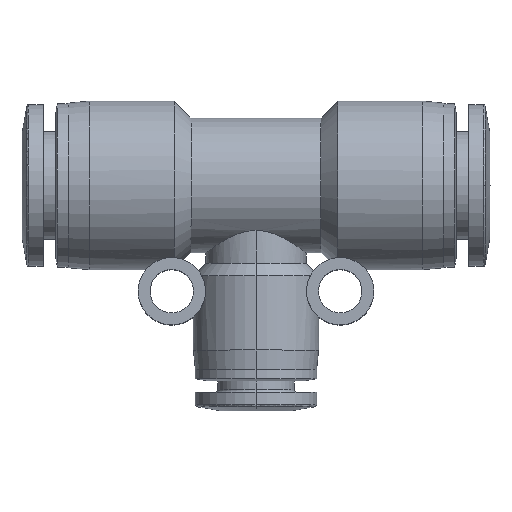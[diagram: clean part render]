
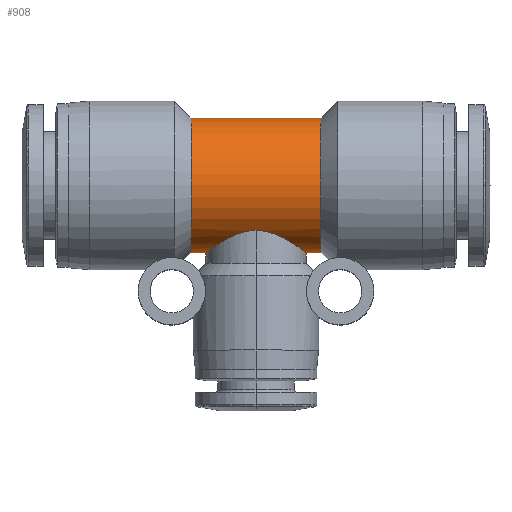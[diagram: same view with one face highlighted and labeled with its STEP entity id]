
A CAD part, top view. The second image highlights one B-rep face of the part: STEP entity #908.
In plain terms, the highlighted cylindrical face has radius 7 mm (diameter 14 mm), a partial arc.
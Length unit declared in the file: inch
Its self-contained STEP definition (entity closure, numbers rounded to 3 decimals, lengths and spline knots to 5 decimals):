
#89 = ORIENTED_EDGE ( 'NONE', *, *, #2621, .T. ) ;
#254 = EDGE_CURVE ( 'NONE', #4608, #3881, #1995, .T. ) ;
#295 = CARTESIAN_POINT ( 'NONE',  ( 0.09206, -0.20589, 0.18333 ) ) ;
#364 = CARTESIAN_POINT ( 'NONE',  ( -0.19761, -0.27034, 0.05528 ) ) ;
#369 = LINE ( 'NONE', #5490, #4743 ) ;
#387 = CARTESIAN_POINT ( 'NONE',  ( -0.06775, -0.19645, 0.19331 ) ) ;
#424 = LINE ( 'NONE', #5403, #2654 ) ;
#482 = CARTESIAN_POINT ( 'NONE',  ( -0.20472, -0.27559, 0. ) ) ;
#500 = VECTOR ( 'NONE', #4234, 39.37008 ) ;
#565 = ORIENTED_EDGE ( 'NONE', *, *, #3463, .F. ) ;
#798 = CARTESIAN_POINT ( 'NONE',  ( -0.18546, -0.26159, 0.08695 ) ) ;
#814 = CARTESIAN_POINT ( 'NONE',  ( -0.04831, -0.1906, 0.19906 ) ) ;
#908 = ADVANCED_FACE ( 'NONE', ( #4230 ), #2177, .T. ) ;
#968 = CARTESIAN_POINT ( 'NONE',  ( 0.12495, -0.22264, 0.16268 ) ) ;
#989 = CARTESIAN_POINT ( 'NONE',  ( 0.20436, -0.27532, 0.01414 ) ) ;
#1081 = CARTESIAN_POINT ( 'NONE',  ( -0.26575, -0.27559, 0. ) ) ;
#1163 = DIRECTION ( 'NONE',  ( 1., 0., 0. ) ) ;
#1178 = CARTESIAN_POINT ( 'NONE',  ( 0.06763, -0.1964, 0.19335 ) ) ;
#1211 = CARTESIAN_POINT ( 'NONE',  ( -0.17604, -0.255, 0.10471 ) ) ;
#1234 = CARTESIAN_POINT ( 'NONE',  ( -0.01418, -0.18449, 0.20472 ) ) ;
#1300 = CARTESIAN_POINT ( 'NONE',  ( 0.2029, -0.27424, 0.02814 ) ) ;
#1353 = CARTESIAN_POINT ( 'NONE',  ( 0.20182, -0.27344, 0.03503 ) ) ;
#1375 = CARTESIAN_POINT ( 'NONE',  ( 0.199, -0.27136, 0.04859 ) ) ;
#1414 = CARTESIAN_POINT ( 'NONE',  ( 0.20472, -0.27559, 0.00703 ) ) ;
#1566 = CARTESIAN_POINT ( 'NONE',  ( -0.26575, 0., 0. ) ) ;
#1582 = CARTESIAN_POINT ( 'NONE',  ( 0.01422, -0.18449, 0.20472 ) ) ;
#1622 = EDGE_CURVE ( 'NONE', #4017, #2488, #2617, .T. ) ;
#1625 = CARTESIAN_POINT ( 'NONE',  ( 0.05473, -0.19234, 0.19739 ) ) ;
#1645 = CARTESIAN_POINT ( 'NONE',  ( 0.04808, -0.19055, 0.19911 ) ) ;
#1652 = CARTESIAN_POINT ( 'NONE',  ( -0.16149, -0.24513, 0.12651 ) ) ;
#1721 = CARTESIAN_POINT ( 'NONE',  ( 0.26575, -0.27559, 0. ) ) ;
#1734 = CARTESIAN_POINT ( 'NONE',  ( 0.20472, -0.27559, 0. ) ) ;
#1745 = AXIS2_PLACEMENT_3D ( 'NONE', #3700, #1163, #4136 ) ;
#1749 = DIRECTION ( 'NONE',  ( 1., 0., 0. ) ) ;
#1896 = B_SPLINE_CURVE_WITH_KNOTS ( 'NONE', 3,
 ( #5033, #5427, #2869, #364, #3302, #798, #3746, #1211, #4184, #1652, #4602, #2076, #5050, #2490, #5441, #2881, #387, #3317, #814, #3765, #1234, #4197 ),
 .UNSPECIFIED., .F., .F.,
 ( 4, 2, 2, 2, 2, 2, 2, 2, 2, 2, 4 ),
 ( 0.02544, 0.0265, 0.02755, 0.02808, 0.02861, 0.02967, 0.03073, 0.03179, 0.03232, 0.03285, 0.0339 ),
 .UNSPECIFIED. ) ;
#1986 = DIRECTION ( 'NONE',  ( 0., 1., 0. ) ) ;
#1995 = B_SPLINE_CURVE_WITH_KNOTS ( 'NONE', 3,
 ( #2047, #1582, #2407, #1645, #1625, #1178, #3237, #295, #4811, #968, #3955, #4355, #4266, #3914, #3835, #3442, #2571, #2155, #1375, #1353, #1300, #989, #1414, #1734 ),
 .UNSPECIFIED., .F., .F.,
 ( 4, 2, 2, 2, 2, 2, 2, 2, 2, 2, 2, 4 ),
 ( 0., 0.00106, 0.00159, 0.00212, 0.00318, 0.00425, 0.00531, 0.00637, 0.0069, 0.00743, 0.00796, 0.00849 ),
 .UNSPECIFIED. ) ;
#2047 = CARTESIAN_POINT ( 'NONE',  ( 0., -0.18449, 0.20472 ) ) ;
#2076 = CARTESIAN_POINT ( 'NONE',  ( -0.13479, -0.22837, 0.15462 ) ) ;
#2155 = CARTESIAN_POINT ( 'NONE',  ( 0.19725, -0.27008, 0.05526 ) ) ;
#2177 = CYLINDRICAL_SURFACE ( 'NONE', #4073, 0.27559 ) ;
#2188 = CARTESIAN_POINT ( 'NONE',  ( 0.26575, 0.27559, 0. ) ) ;
#2407 = CARTESIAN_POINT ( 'NONE',  ( 0.02799, -0.18615, 0.20326 ) ) ;
#2488 = VERTEX_POINT ( 'NONE', #1081 ) ;
#2490 = CARTESIAN_POINT ( 'NONE',  ( -0.10362, -0.21141, 0.17703 ) ) ;
#2520 = DIRECTION ( 'NONE',  ( 0., 1., 0. ) ) ;
#2532 = CARTESIAN_POINT ( 'NONE',  ( 0., 0., 0. ) ) ;
#2571 = CARTESIAN_POINT ( 'NONE',  ( 0.19309, -0.26706, 0.06839 ) ) ;
#2594 = ORIENTED_EDGE ( 'NONE', *, *, #5037, .T. ) ;
#2617 = CIRCLE ( 'NONE', #5091, 0.27559 ) ;
#2621 = EDGE_CURVE ( 'NONE', #3858, #4608, #1896, .T. ) ;
#2654 = VECTOR ( 'NONE', #4972, 39.37008 ) ;
#2869 = CARTESIAN_POINT ( 'NONE',  ( -0.20329, -0.27452, 0.02792 ) ) ;
#2881 = CARTESIAN_POINT ( 'NONE',  ( -0.07396, -0.19869, 0.19101 ) ) ;
#3237 = CARTESIAN_POINT ( 'NONE',  ( 0.07388, -0.19866, 0.19104 ) ) ;
#3297 = ORIENTED_EDGE ( 'NONE', *, *, #1622, .T. ) ;
#3302 = CARTESIAN_POINT ( 'NONE',  ( -0.19347, -0.26731, 0.0683 ) ) ;
#3317 = CARTESIAN_POINT ( 'NONE',  ( -0.05494, -0.19241, 0.19733 ) ) ;
#3442 = CARTESIAN_POINT ( 'NONE',  ( 0.19067, -0.26531, 0.07486 ) ) ;
#3463 = EDGE_CURVE ( 'NONE', #5256, #4961, #5446, .T. ) ;
#3634 = DIRECTION ( 'NONE',  ( 1., 0., 0. ) ) ;
#3659 = EDGE_CURVE ( 'NONE', #3881, #4961, #424, .T. ) ;
#3700 = CARTESIAN_POINT ( 'NONE',  ( 0.26575, 0., 0. ) ) ;
#3746 = CARTESIAN_POINT ( 'NONE',  ( -0.18248, -0.25948, 0.09304 ) ) ;
#3765 = CARTESIAN_POINT ( 'NONE',  ( -0.02803, -0.18614, 0.20327 ) ) ;
#3782 = ORIENTED_EDGE ( 'NONE', *, *, #254, .T. ) ;
#3789 = EDGE_LOOP ( 'NONE', ( #3297, #2594, #89, #3782, #4342, #565, #4314 ) ) ;
#3826 = CARTESIAN_POINT ( 'NONE',  ( 0., -0.27559, 0. ) ) ;
#3835 = CARTESIAN_POINT ( 'NONE',  ( 0.18265, -0.25959, 0.09345 ) ) ;
#3858 = VERTEX_POINT ( 'NONE', #482 ) ;
#3874 = LINE ( 'NONE', #3826, #500 ) ;
#3881 = VERTEX_POINT ( 'NONE', #3890 ) ;
#3890 = CARTESIAN_POINT ( 'NONE',  ( 0.20472, -0.27559, 0. ) ) ;
#3914 = CARTESIAN_POINT ( 'NONE',  ( 0.17626, -0.2551, 0.10495 ) ) ;
#3955 = CARTESIAN_POINT ( 'NONE',  ( 0.13483, -0.2284, 0.15459 ) ) ;
#4017 = VERTEX_POINT ( 'NONE', #4428 ) ;
#4073 = AXIS2_PLACEMENT_3D ( 'NONE', #2532, #3634, #2520 ) ;
#4136 = DIRECTION ( 'NONE',  ( 0., 1., 0. ) ) ;
#4184 = CARTESIAN_POINT ( 'NONE',  ( -0.17258, -0.25262, 0.11032 ) ) ;
#4197 = CARTESIAN_POINT ( 'NONE',  ( 0., -0.18449, 0.20472 ) ) ;
#4230 = FACE_OUTER_BOUND ( 'NONE', #3789, .T. ) ;
#4234 = DIRECTION ( 'NONE',  ( 1., 0., 0. ) ) ;
#4266 = CARTESIAN_POINT ( 'NONE',  ( 0.16155, -0.24517, 0.12643 ) ) ;
#4314 = ORIENTED_EDGE ( 'NONE', *, *, #5086, .F. ) ;
#4342 = ORIENTED_EDGE ( 'NONE', *, *, #3659, .T. ) ;
#4355 = CARTESIAN_POINT ( 'NONE',  ( 0.15314, -0.23966, 0.13648 ) ) ;
#4428 = CARTESIAN_POINT ( 'NONE',  ( -0.26575, 0.27559, 0. ) ) ;
#4521 = DIRECTION ( 'NONE',  ( 1., 0., 0. ) ) ;
#4602 = CARTESIAN_POINT ( 'NONE',  ( -0.15309, -0.23963, 0.13654 ) ) ;
#4608 = VERTEX_POINT ( 'NONE', #4956 ) ;
#4743 = VECTOR ( 'NONE', #1749, 39.37008 ) ;
#4811 = CARTESIAN_POINT ( 'NONE',  ( 0.10356, -0.21138, 0.17707 ) ) ;
#4956 = CARTESIAN_POINT ( 'NONE',  ( 0., -0.18449, 0.20472 ) ) ;
#4961 = VERTEX_POINT ( 'NONE', #1721 ) ;
#4972 = DIRECTION ( 'NONE',  ( 1., 0., 0. ) ) ;
#5033 = CARTESIAN_POINT ( 'NONE',  ( -0.20472, -0.27559, 0. ) ) ;
#5037 = EDGE_CURVE ( 'NONE', #2488, #3858, #3874, .T. ) ;
#5050 = CARTESIAN_POINT ( 'NONE',  ( -0.12493, -0.22263, 0.16269 ) ) ;
#5086 = EDGE_CURVE ( 'NONE', #4017, #5256, #369, .T. ) ;
#5091 = AXIS2_PLACEMENT_3D ( 'NONE', #1566, #4521, #1986 ) ;
#5256 = VERTEX_POINT ( 'NONE', #2188 ) ;
#5403 = CARTESIAN_POINT ( 'NONE',  ( 0., -0.27559, 0. ) ) ;
#5427 = CARTESIAN_POINT ( 'NONE',  ( -0.20472, -0.27559, 0.01397 ) ) ;
#5441 = CARTESIAN_POINT ( 'NONE',  ( -0.0921, -0.20591, 0.18331 ) ) ;
#5446 = CIRCLE ( 'NONE', #1745, 0.27559 ) ;
#5490 = CARTESIAN_POINT ( 'NONE',  ( 0., 0.27559, 0. ) ) ;
